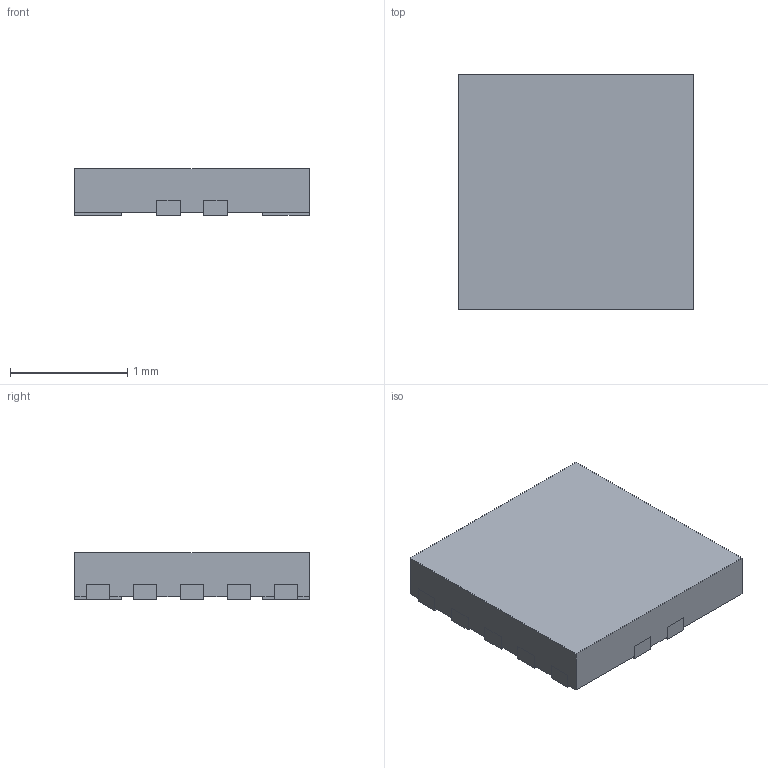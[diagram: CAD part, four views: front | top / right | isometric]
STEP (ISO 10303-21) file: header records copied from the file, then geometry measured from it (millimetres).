
FILE_DESCRIPTION((''),'2;1');
FILE_NAME('RUC0014A_ASM','2019-01-07T13:48:02',('a0412086'),(''),'CREO PARAMETRIC BY PTC INC, 2018020','CREO PARAMETRIC BY PTC INC, 2018020','');
FILE_SCHEMA(('AUTOMOTIVE_DESIGN { 1 0 10303 214 1 1 1 1 }'));
Length unit declared in the file: millimetre
Products named in the file (3): FRAME; BODY; RUC0014A_ASM
Assembly tree (2 placements, depth 2):
  RUC0014A_ASM
    FRAME
    BODY
Bounding box: 2 x 2 x 0.4 mm (x, y, z)
Volume: 1.5 mm3; surface area: 16.5 mm2
Topology: 15 solids, 15 shells, 202 faces, 516 edges, 344 vertices
Faces by surface type: plane 148, cylinder 54
Entity records: 8146 total; most frequent: CARTESIAN_POINT 1101, DIRECTION 1077, ORIENTED_EDGE 1032, PRESENTATION_STYLE_ASSIGNMENT 546, STYLED_ITEM 532, CURVE_STYLE 516, EDGE_CURVE 516, VECTOR 408
